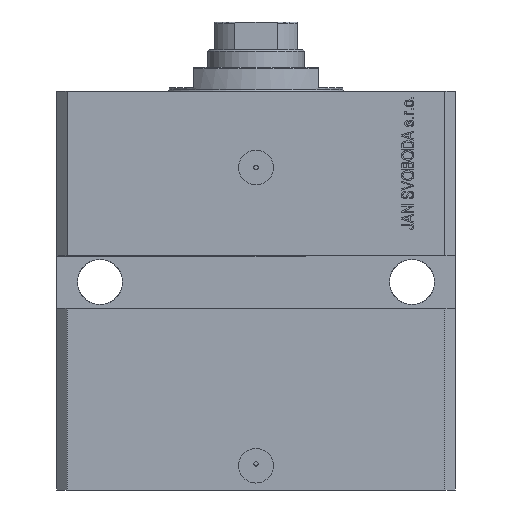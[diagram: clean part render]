
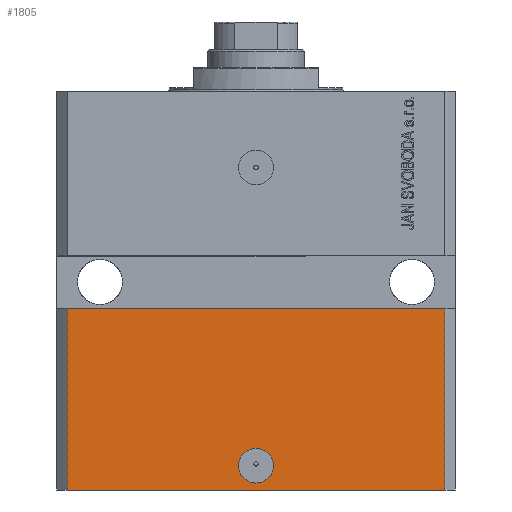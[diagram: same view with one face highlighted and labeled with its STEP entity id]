
A CAD part, front view. The second image highlights one B-rep face of the part: STEP entity #1805.
In plain terms, the highlighted planar face has unit normal (0, -1, 0).
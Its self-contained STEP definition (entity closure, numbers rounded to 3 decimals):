
#247 = LINE ( 'NONE', #48519, #37388 ) ;
#940 = DIRECTION ( 'NONE',  ( 1., 0., 0. ) ) ;
#1805 = ADVANCED_FACE ( 'NONE', ( #27077, #12164 ), #46227, .T. ) ;
#3474 = DIRECTION ( 'NONE',  ( 0., 0., 1. ) ) ;
#6243 = EDGE_CURVE ( 'NONE', #25480, #34401, #47848, .T. ) ;
#6298 = CARTESIAN_POINT ( 'NONE',  ( -57.5, -45., -62.5 ) ) ;
#6559 = ORIENTED_EDGE ( 'NONE', *, *, #37844, .F. ) ;
#9049 = CARTESIAN_POINT ( 'NONE',  ( -54.5, -45., -115. ) ) ;
#9258 = ORIENTED_EDGE ( 'NONE', *, *, #19767, .T. ) ;
#9877 = CARTESIAN_POINT ( 'NONE',  ( 0., -45., -108. ) ) ;
#10525 = AXIS2_PLACEMENT_3D ( 'NONE', #19863, #27322, #940 ) ;
#11204 = VECTOR ( 'NONE', #46375, 1000. ) ;
#12164 = FACE_OUTER_BOUND ( 'NONE', #18345, .T. ) ;
#12776 = ORIENTED_EDGE ( 'NONE', *, *, #48385, .F. ) ;
#13463 = CARTESIAN_POINT ( 'NONE',  ( 5., -45., -108. ) ) ;
#14644 = CARTESIAN_POINT ( 'NONE',  ( 54.5, -45., -115. ) ) ;
#14696 = LINE ( 'NONE', #33076, #37660 ) ;
#15743 = ORIENTED_EDGE ( 'NONE', *, *, #20500, .F. ) ;
#17772 = ORIENTED_EDGE ( 'NONE', *, *, #6243, .F. ) ;
#18345 = EDGE_LOOP ( 'NONE', ( #17772, #6559, #9258, #36889 ) ) ;
#19767 = EDGE_CURVE ( 'NONE', #42338, #32034, #46625, .T. ) ;
#19863 = CARTESIAN_POINT ( 'NONE',  ( -54.5, -45., -115. ) ) ;
#20142 = DIRECTION ( 'NONE',  ( 0., -1., 0. ) ) ;
#20294 = VERTEX_POINT ( 'NONE', #13463 ) ;
#20338 = EDGE_CURVE ( 'NONE', #32034, #34401, #247, .T. ) ;
#20500 = EDGE_CURVE ( 'NONE', #20294, #47936, #48490, .T. ) ;
#21561 = DIRECTION ( 'NONE',  ( 0., -1., 0. ) ) ;
#23175 = CARTESIAN_POINT ( 'NONE',  ( -5., -45., -108. ) ) ;
#23650 = CARTESIAN_POINT ( 'NONE',  ( 54.5, -45., -62.5 ) ) ;
#25480 = VERTEX_POINT ( 'NONE', #41873 ) ;
#27077 = FACE_BOUND ( 'NONE', #39663, .T. ) ;
#27322 = DIRECTION ( 'NONE',  ( 0., -1., 0. ) ) ;
#28367 = CARTESIAN_POINT ( 'NONE',  ( -54.5, -45., -115. ) ) ;
#30362 = DIRECTION ( 'NONE',  ( 0., 0., 1. ) ) ;
#31756 = CIRCLE ( 'NONE', #48440, 5. ) ;
#31799 = AXIS2_PLACEMENT_3D ( 'NONE', #42059, #20142, #35058 ) ;
#32034 = VERTEX_POINT ( 'NONE', #14644 ) ;
#32992 = DIRECTION ( 'NONE',  ( 1., 0., 0. ) ) ;
#33076 = CARTESIAN_POINT ( 'NONE',  ( -54.5, -45., -115. ) ) ;
#34401 = VERTEX_POINT ( 'NONE', #23650 ) ;
#35058 = DIRECTION ( 'NONE',  ( 1., 0., 0. ) ) ;
#36171 = DIRECTION ( 'NONE',  ( 1., 0., 0. ) ) ;
#36889 = ORIENTED_EDGE ( 'NONE', *, *, #20338, .T. ) ;
#37388 = VECTOR ( 'NONE', #30362, 1000. ) ;
#37660 = VECTOR ( 'NONE', #3474, 1000. ) ;
#37844 = EDGE_CURVE ( 'NONE', #42338, #25480, #14696, .T. ) ;
#39663 = EDGE_LOOP ( 'NONE', ( #15743, #12776 ) ) ;
#41873 = CARTESIAN_POINT ( 'NONE',  ( -54.5, -45., -62.5 ) ) ;
#42059 = CARTESIAN_POINT ( 'NONE',  ( 0., -45., -108. ) ) ;
#42338 = VERTEX_POINT ( 'NONE', #28367 ) ;
#45649 = VECTOR ( 'NONE', #36171, 1000. ) ;
#46227 = PLANE ( 'NONE',  #10525 ) ;
#46375 = DIRECTION ( 'NONE',  ( 1., 0., 0. ) ) ;
#46625 = LINE ( 'NONE', #9049, #11204 ) ;
#47848 = LINE ( 'NONE', #6298, #45649 ) ;
#47936 = VERTEX_POINT ( 'NONE', #23175 ) ;
#48385 = EDGE_CURVE ( 'NONE', #47936, #20294, #31756, .T. ) ;
#48440 = AXIS2_PLACEMENT_3D ( 'NONE', #9877, #21561, #32992 ) ;
#48490 = CIRCLE ( 'NONE', #31799, 5. ) ;
#48519 = CARTESIAN_POINT ( 'NONE',  ( 54.5, -45., -115. ) ) ;
